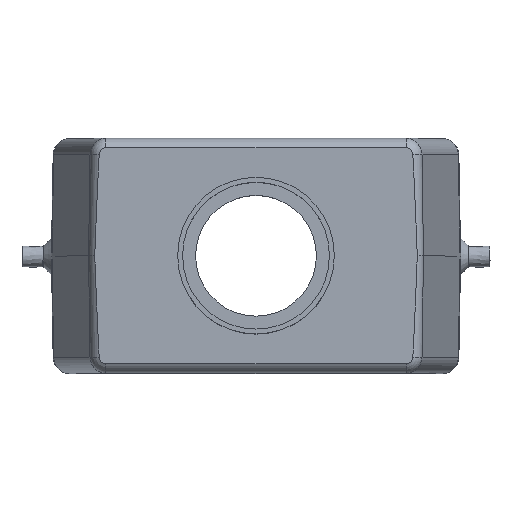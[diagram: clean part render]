
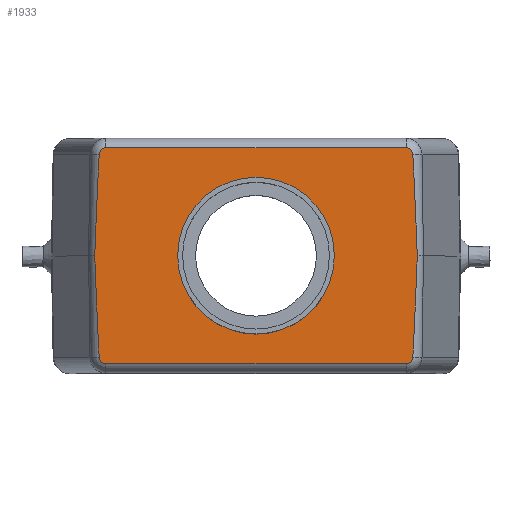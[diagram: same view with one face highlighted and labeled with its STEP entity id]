
A CAD part, top view. The second image highlights one B-rep face of the part: STEP entity #1933.
In plain terms, the highlighted planar face has unit normal (0, 0, 1).
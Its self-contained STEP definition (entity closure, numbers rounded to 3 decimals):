
#1081=FACE_BOUND('',#2873,.T.);
#1082=FACE_BOUND('',#2874,.T.);
#1252=CIRCLE('',#8698,1.045);
#1256=CIRCLE('',#8703,1.045);
#1261=CIRCLE('',#8718,1.045);
#1263=CIRCLE('',#8721,1.045);
#1353=CIRCLE('',#9055,12.);
#1541=PLANE('',#9056);
#1933=ADVANCED_FACE('',(#1081,#1082),#1541,.F.);
#2873=EDGE_LOOP('',(#5934));
#2874=EDGE_LOOP('',(#5935,#5936,#5937,#5938,#5939,#5940,#5941,#5942,#5943,
#5944));
#3022=ELLIPSE('',#8633,143.261,2.5);
#3037=ELLIPSE('',#8737,143.261,2.5);
#3039=ELLIPSE('',#8740,143.261,2.5);
#3040=ELLIPSE('',#8746,143.261,2.5);
#3338=LINE('',#14214,#3879);
#3347=LINE('',#14245,#3888);
#3879=VECTOR('',#9855,1.);
#3888=VECTOR('',#9900,1.);
#5934=ORIENTED_EDGE('',*,*,#7804,.T.);
#5935=ORIENTED_EDGE('',*,*,#7371,.T.);
#5936=ORIENTED_EDGE('',*,*,#7374,.T.);
#5937=ORIENTED_EDGE('',*,*,#7340,.T.);
#5938=ORIENTED_EDGE('',*,*,#7352,.T.);
#5939=ORIENTED_EDGE('',*,*,#7354,.T.);
#5940=ORIENTED_EDGE('',*,*,#7227,.T.);
#5941=ORIENTED_EDGE('',*,*,#7380,.T.);
#5942=ORIENTED_EDGE('',*,*,#7356,.T.);
#5943=ORIENTED_EDGE('',*,*,#7368,.T.);
#5944=ORIENTED_EDGE('',*,*,#7336,.T.);
#6534=VERTEX_POINT('',#13748);
#6535=VERTEX_POINT('',#13749);
#6605=VERTEX_POINT('',#14183);
#6606=VERTEX_POINT('',#14184);
#6608=VERTEX_POINT('',#14191);
#6609=VERTEX_POINT('',#14192);
#6611=VERTEX_POINT('',#14215);
#6612=VERTEX_POINT('',#14222);
#6613=VERTEX_POINT('',#14223);
#6616=VERTEX_POINT('',#14252);
#6814=VERTEX_POINT('',#17145);
#7227=EDGE_CURVE('',#6534,#6535,#3022,.T.);
#7336=EDGE_CURVE('',#6605,#6606,#1252,.T.);
#7340=EDGE_CURVE('',#6608,#6609,#1256,.T.);
#7352=EDGE_CURVE('',#6609,#6611,#3338,.T.);
#7354=EDGE_CURVE('',#6611,#6534,#1261,.T.);
#7356=EDGE_CURVE('',#6612,#6613,#1263,.T.);
#7368=EDGE_CURVE('',#6613,#6605,#3347,.T.);
#7371=EDGE_CURVE('',#6606,#6616,#3037,.T.);
#7374=EDGE_CURVE('',#6616,#6608,#3039,.T.);
#7380=EDGE_CURVE('',#6535,#6612,#3040,.T.);
#7804=EDGE_CURVE('',#6814,#6814,#1353,.T.);
#8633=AXIS2_PLACEMENT_3D('',#13747,#9614,#9615);
#8698=AXIS2_PLACEMENT_3D('',#14182,#9811,#9812);
#8703=AXIS2_PLACEMENT_3D('',#14190,#9821,#9822);
#8718=AXIS2_PLACEMENT_3D('',#14218,#9860,#9861);
#8721=AXIS2_PLACEMENT_3D('',#14221,#9866,#9867);
#8737=AXIS2_PLACEMENT_3D('',#14251,#9908,#9909);
#8740=AXIS2_PLACEMENT_3D('',#14257,#9915,#9916);
#8746=AXIS2_PLACEMENT_3D('',#14268,#9930,#9931);
#9055=AXIS2_PLACEMENT_3D('',#17144,#10767,#10768);
#9056=AXIS2_PLACEMENT_3D('',#17146,#10769,#10770);
#9614=DIRECTION('',(0.,0.,1.));
#9615=DIRECTION('',(0.014,1.,0.));
#9811=DIRECTION('',(0.,0.,1.));
#9812=DIRECTION('',(1.,0.,0.));
#9821=DIRECTION('',(0.,0.,1.));
#9822=DIRECTION('',(1.,0.,0.));
#9855=DIRECTION('',(-1.,0.,0.));
#9860=DIRECTION('',(0.,0.,1.));
#9861=DIRECTION('',(1.,0.,0.));
#9866=DIRECTION('',(0.,0.,1.));
#9867=DIRECTION('',(1.,0.,0.));
#9900=DIRECTION('',(1.,0.,0.));
#9908=DIRECTION('',(0.,0.,1.));
#9909=DIRECTION('',(0.014,1.,0.));
#9915=DIRECTION('',(0.,0.,1.));
#9916=DIRECTION('',(-0.014,1.,0.));
#9930=DIRECTION('',(0.,0.,1.));
#9931=DIRECTION('',(-0.014,1.,0.));
#10767=DIRECTION('',(0.,0.,-1.));
#10768=DIRECTION('',(0.,1.,0.));
#10769=DIRECTION('',(0.,0.,-1.));
#10770=DIRECTION('',(1.,0.,0.));
#13747=CARTESIAN_POINT('',(-24.838,-114.602,52.35));
#13748=CARTESIAN_POINT('',(-24.026,15.555,52.35));
#13749=CARTESIAN_POINT('',(-24.704,0.,52.35));
#14182=CARTESIAN_POINT('',(22.982,-15.5,52.35));
#14183=CARTESIAN_POINT('',(22.982,-16.545,52.35));
#14184=CARTESIAN_POINT('',(24.026,-15.555,52.35));
#14190=CARTESIAN_POINT('',(22.982,15.5,52.35));
#14191=CARTESIAN_POINT('',(24.026,15.555,52.35));
#14192=CARTESIAN_POINT('',(22.982,16.545,52.35));
#14214=CARTESIAN_POINT('',(0.,16.545,52.35));
#14215=CARTESIAN_POINT('',(-22.982,16.545,52.35));
#14218=CARTESIAN_POINT('',(-22.982,15.5,52.35));
#14221=CARTESIAN_POINT('',(-22.982,-15.5,52.35));
#14222=CARTESIAN_POINT('',(-24.026,-15.555,52.35));
#14223=CARTESIAN_POINT('',(-22.982,-16.545,52.35));
#14245=CARTESIAN_POINT('',(0.,-16.545,52.35));
#14251=CARTESIAN_POINT('',(24.838,114.602,52.35));
#14252=CARTESIAN_POINT('',(24.704,0.,52.35));
#14257=CARTESIAN_POINT('',(24.838,-114.602,52.35));
#14268=CARTESIAN_POINT('',(-24.838,114.602,52.35));
#17144=CARTESIAN_POINT('',(0.,0.,52.35));
#17145=CARTESIAN_POINT('',(0.,12.,52.35));
#17146=CARTESIAN_POINT('',(-100.,-18.,52.35));
